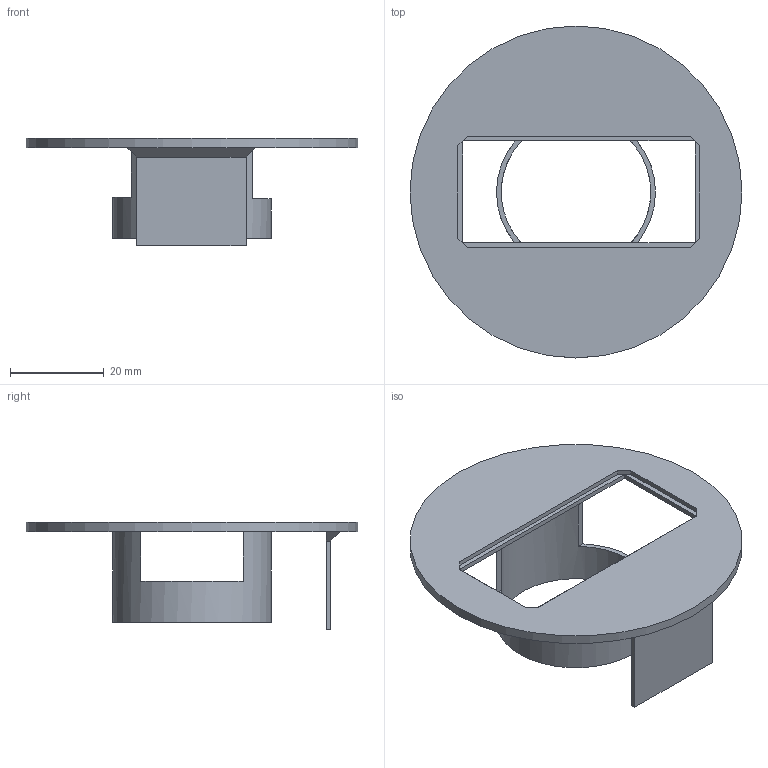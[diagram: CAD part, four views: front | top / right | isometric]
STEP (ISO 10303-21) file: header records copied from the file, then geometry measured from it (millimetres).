
FILE_DESCRIPTION(('HOOPS Exchange Step'),'2;1');
FILE_NAME('secret_santa_musicbox_base.stp','2025-11-30T15:35:56+00:00',('stephen'),('Unknown organisation'),'HOOPS Exchange 2024.2','HOOPS Exchange','Unknown authorisation');
FILE_SCHEMA( ('AP203_CONFIGURATION_CONTROLLED_3D_DESIGN_OF_MECHANICAL_PARTS_AND_ASSEMBLIES_MIM_LF') );
Length unit declared in the file: millimetre
Products named in the file (1): root
Bounding box: 71 x 71 x 22.96 mm (x, y, z)
Volume: 7653.6 mm3; surface area: 10749.9 mm2
Topology: 2 solids, 2 shells, 35 faces, 88 edges, 58 vertices
Faces by surface type: plane 32, cylinder 3
Full cylindrical faces by diameter (mm): 32 x1, 34 x1, 70.999 x1
Entity records: 1064 total; most frequent: CARTESIAN_POINT 182, ORIENTED_EDGE 176, DIRECTION 174, EDGE_CURVE 88, VECTOR 74, LINE 74, VERTEX_POINT 58, AXIS2_PLACEMENT_3D 50
